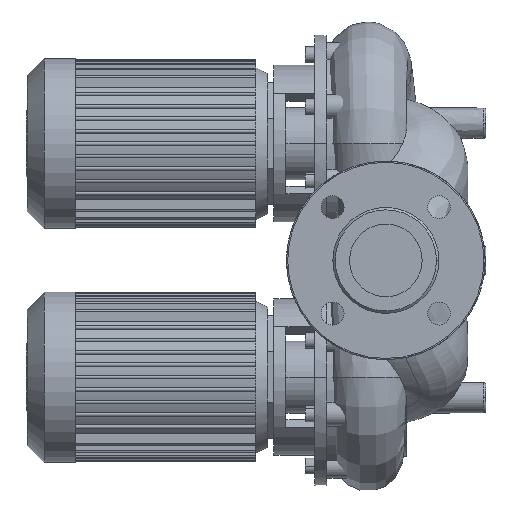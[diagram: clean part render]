
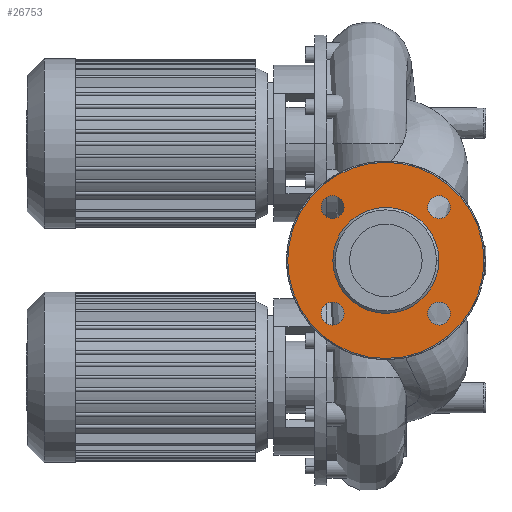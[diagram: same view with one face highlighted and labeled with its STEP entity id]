
A CAD part, left-side view. The second image highlights one B-rep face of the part: STEP entity #26753.
In plain terms, the highlighted free-form (B-spline) face has degree [1, 1] with [2, 2] control points.
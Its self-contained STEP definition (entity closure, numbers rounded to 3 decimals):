
#26132=CARTESIAN_POINT('',(2.,0.,-81.5));
#26133=VERTEX_POINT('',#26132);
#26149=CARTESIAN_POINT('',(2.,0.,81.5));
#26150=VERTEX_POINT('',#26149);
#26158=CARTESIAN_POINT('',(2.,-81.5,0.0));
#26159=VERTEX_POINT('',#26158);
#26160=CARTESIAN_POINT('',(2.,0.,0.0));
#26161=DIRECTION('',(-1.0,0.0,0.0));
#26162=DIRECTION('',(0.0,-1.0,0.0));
#26163=AXIS2_PLACEMENT_3D('',#26160,#26161,#26162);
#26164=CIRCLE('',#26163,81.5);
#26165=EDGE_CURVE('',#26159,#26150,#26164,.T.);
#26167=CARTESIAN_POINT('',(2.,0.,0.0));
#26168=DIRECTION('',(-1.0,0.0,0.0));
#26169=DIRECTION('',(0.0,-1.0,0.0));
#26170=AXIS2_PLACEMENT_3D('',#26167,#26168,#26169);
#26171=CIRCLE('',#26170,81.5);
#26172=EDGE_CURVE('',#26133,#26159,#26171,.T.);
#26203=CARTESIAN_POINT('',(2.,-44.,0.0));
#26204=VERTEX_POINT('',#26203);
#26213=CARTESIAN_POINT('',(2.,44.,0.));
#26214=VERTEX_POINT('',#26213);
#26215=CARTESIAN_POINT('',(2.,0.,0.0));
#26216=DIRECTION('',(-1.0,0.0,0.0));
#26217=DIRECTION('',(0.0,-1.0,0.0));
#26218=AXIS2_PLACEMENT_3D('',#26215,#26216,#26217);
#26219=CIRCLE('',#26218,44.);
#26220=EDGE_CURVE('',#26204,#26214,#26219,.T.);
#26266=CARTESIAN_POINT('',(2.,-44.194,34.694));
#26267=VERTEX_POINT('',#26266);
#26276=CARTESIAN_POINT('',(2.,-44.194,53.694));
#26277=VERTEX_POINT('',#26276);
#26278=CARTESIAN_POINT('',(2.,-44.194,44.194));
#26279=DIRECTION('',(-1.0,0.0,0.0));
#26280=DIRECTION('',(0.0,0.0,-1.0));
#26281=AXIS2_PLACEMENT_3D('',#26278,#26279,#26280);
#26282=CIRCLE('',#26281,9.5);
#26283=EDGE_CURVE('',#26267,#26277,#26282,.T.);
#26329=CARTESIAN_POINT('',(2.,34.694,44.194));
#26330=VERTEX_POINT('',#26329);
#26339=CARTESIAN_POINT('',(2.,53.694,44.194));
#26340=VERTEX_POINT('',#26339);
#26341=CARTESIAN_POINT('',(2.,44.194,44.194));
#26342=DIRECTION('',(-1.0,0.0,0.0));
#26343=DIRECTION('',(0.0,-1.0,0.0));
#26344=AXIS2_PLACEMENT_3D('',#26341,#26342,#26343);
#26345=CIRCLE('',#26344,9.5);
#26346=EDGE_CURVE('',#26330,#26340,#26345,.T.);
#26392=CARTESIAN_POINT('',(2.,44.194,-34.694));
#26393=VERTEX_POINT('',#26392);
#26402=CARTESIAN_POINT('',(2.,44.194,-53.694));
#26403=VERTEX_POINT('',#26402);
#26404=CARTESIAN_POINT('',(2.,44.194,-44.194));
#26405=DIRECTION('',(-1.0,0.0,0.0));
#26406=DIRECTION('',(0.0,0.0,1.0));
#26407=AXIS2_PLACEMENT_3D('',#26404,#26405,#26406);
#26408=CIRCLE('',#26407,9.5);
#26409=EDGE_CURVE('',#26393,#26403,#26408,.T.);
#26455=CARTESIAN_POINT('',(2.,-34.694,-44.194));
#26456=VERTEX_POINT('',#26455);
#26465=CARTESIAN_POINT('',(2.,-53.694,-44.194));
#26466=VERTEX_POINT('',#26465);
#26467=CARTESIAN_POINT('',(2.,-44.194,-44.194));
#26468=DIRECTION('',(-1.0,0.0,0.0));
#26469=DIRECTION('',(0.0,1.0,0.0));
#26470=AXIS2_PLACEMENT_3D('',#26467,#26468,#26469);
#26471=CIRCLE('',#26470,9.5);
#26472=EDGE_CURVE('',#26456,#26466,#26471,.T.);
#26527=CARTESIAN_POINT('',(2.,-44.194,-44.194));
#26528=DIRECTION('',(-1.0,0.0,0.0));
#26529=DIRECTION('',(0.0,1.0,0.0));
#26530=AXIS2_PLACEMENT_3D('',#26527,#26528,#26529);
#26531=CIRCLE('',#26530,9.5);
#26532=EDGE_CURVE('',#26466,#26456,#26531,.T.);
#26572=CARTESIAN_POINT('',(2.,44.194,-44.194));
#26573=DIRECTION('',(-1.0,0.0,0.0));
#26574=DIRECTION('',(0.0,0.0,1.0));
#26575=AXIS2_PLACEMENT_3D('',#26572,#26573,#26574);
#26576=CIRCLE('',#26575,9.5);
#26577=EDGE_CURVE('',#26403,#26393,#26576,.T.);
#26617=CARTESIAN_POINT('',(2.,44.194,44.194));
#26618=DIRECTION('',(-1.0,0.0,0.0));
#26619=DIRECTION('',(0.0,-1.0,0.0));
#26620=AXIS2_PLACEMENT_3D('',#26617,#26618,#26619);
#26621=CIRCLE('',#26620,9.5);
#26622=EDGE_CURVE('',#26340,#26330,#26621,.T.);
#26662=CARTESIAN_POINT('',(2.,-44.194,44.194));
#26663=DIRECTION('',(-1.0,0.0,0.0));
#26664=DIRECTION('',(0.0,0.0,-1.0));
#26665=AXIS2_PLACEMENT_3D('',#26662,#26663,#26664);
#26666=CIRCLE('',#26665,9.5);
#26667=EDGE_CURVE('',#26277,#26267,#26666,.T.);
#26707=CARTESIAN_POINT('',(2.,0.,0.0));
#26708=DIRECTION('',(-1.0,0.0,0.0));
#26709=DIRECTION('',(0.0,-1.0,0.0));
#26710=AXIS2_PLACEMENT_3D('',#26707,#26708,#26709);
#26711=CIRCLE('',#26710,44.);
#26712=EDGE_CURVE('',#26214,#26204,#26711,.T.);
#26717=CARTESIAN_POINT('',(2.,-81.5,-81.5));
#26718=CARTESIAN_POINT('',(2.,-81.5,81.5));
#26719=CARTESIAN_POINT('',(2.,81.5,-81.5));
#26720=CARTESIAN_POINT('',(2.,81.5,81.5));
#26721=B_SPLINE_SURFACE_WITH_KNOTS('',1,1,((#26717,#26719),(#26718,#26720)),.UNSPECIFIED.,.F.,.F.,.U.,(2,2),(2,2),(0.0,163.),(0.0,163.),.UNSPECIFIED.);
#26722=ORIENTED_EDGE('',*,*,#26165,.T.);
#26723=CARTESIAN_POINT('',(2.,0.,0.0));
#26724=DIRECTION('',(-1.0,0.0,0.0));
#26725=DIRECTION('',(0.0,-1.0,0.0));
#26726=AXIS2_PLACEMENT_3D('',#26723,#26724,#26725);
#26727=CIRCLE('',#26726,81.5);
#26728=EDGE_CURVE('',#26150,#26133,#26727,.T.);
#26729=ORIENTED_EDGE('',*,*,#26728,.T.);
#26730=ORIENTED_EDGE('',*,*,#26172,.T.);
#26731=EDGE_LOOP('',(#26722,#26729,#26730));
#26732=FACE_OUTER_BOUND('',#26731,.T.);
#26733=ORIENTED_EDGE('',*,*,#26532,.F.);
#26734=ORIENTED_EDGE('',*,*,#26472,.F.);
#26735=EDGE_LOOP('',(#26733,#26734));
#26736=FACE_BOUND('',#26735,.T.);
#26737=ORIENTED_EDGE('',*,*,#26577,.F.);
#26738=ORIENTED_EDGE('',*,*,#26409,.F.);
#26739=EDGE_LOOP('',(#26737,#26738));
#26740=FACE_BOUND('',#26739,.T.);
#26741=ORIENTED_EDGE('',*,*,#26622,.F.);
#26742=ORIENTED_EDGE('',*,*,#26346,.F.);
#26743=EDGE_LOOP('',(#26741,#26742));
#26744=FACE_BOUND('',#26743,.T.);
#26745=ORIENTED_EDGE('',*,*,#26667,.F.);
#26746=ORIENTED_EDGE('',*,*,#26283,.F.);
#26747=EDGE_LOOP('',(#26745,#26746));
#26748=FACE_BOUND('',#26747,.T.);
#26749=ORIENTED_EDGE('',*,*,#26220,.F.);
#26750=ORIENTED_EDGE('',*,*,#26712,.F.);
#26751=EDGE_LOOP('',(#26749,#26750));
#26752=FACE_BOUND('',#26751,.T.);
#26753=ADVANCED_FACE('',(#26732,#26736,#26740,#26744,#26748,#26752),#26721,.T.);
